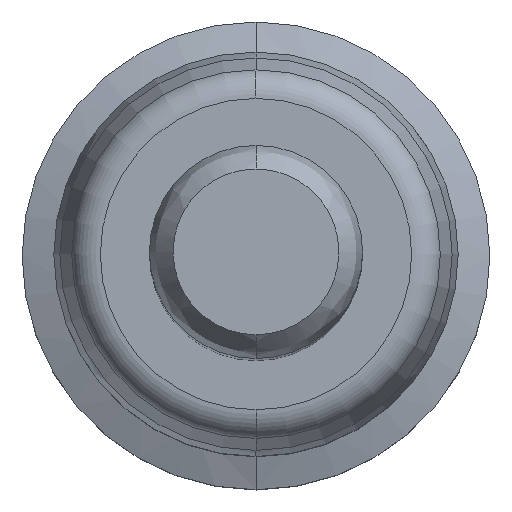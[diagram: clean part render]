
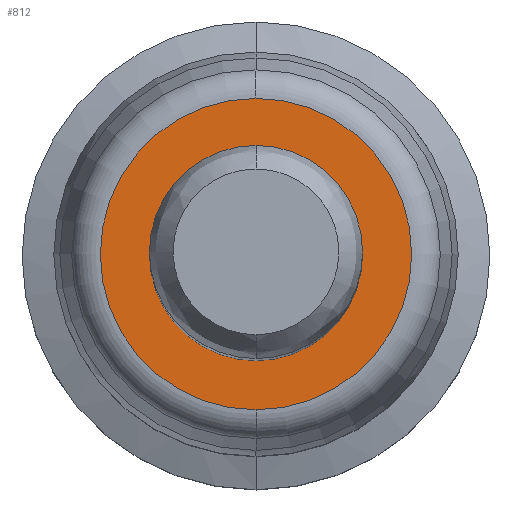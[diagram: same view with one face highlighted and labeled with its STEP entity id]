
A CAD part, top view. The second image highlights one B-rep face of the part: STEP entity #812.
In plain terms, the highlighted planar face has unit normal (0, 0, 1).
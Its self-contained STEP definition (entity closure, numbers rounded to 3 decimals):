
#53=CARTESIAN_POINT('',(0.,0.,-21.1));
#54=DIRECTION('',(0.,0.,-1.));
#55=DIRECTION('',(0.,1.,0.));
#56=AXIS2_PLACEMENT_3D('',#53,#54,#55);
#66=CARTESIAN_POINT('',(0.,0.,-21.1));
#67=DIRECTION('',(0.,0.,1.));
#68=DIRECTION('',(0.,1.,0.));
#69=AXIS2_PLACEMENT_3D('',#66,#67,#68);
#76=CARTESIAN_POINT('',(0.,0.,-21.1));
#77=DIRECTION('',(0.,0.,-1.));
#78=DIRECTION('',(0.,-1.,0.));
#79=AXIS2_PLACEMENT_3D('',#76,#77,#78);
#99=CARTESIAN_POINT('',(0.,0.,-21.1));
#100=DIRECTION('',(0.,0.,-1.));
#101=DIRECTION('',(0.,1.,0.));
#102=AXIS2_PLACEMENT_3D('',#99,#100,#101);
#643=CARTESIAN_POINT('',(0.,1.8,-21.1));
#645=VERTEX_POINT('',#643);
#647=CARTESIAN_POINT('',(0.,-1.8,-21.1));
#649=VERTEX_POINT('',#647);
#663=CARTESIAN_POINT('',(0.,-2.629,-21.1));
#664=CARTESIAN_POINT('',(0.,2.629,-21.1));
#665=VERTEX_POINT('',#663);
#666=VERTEX_POINT('',#664);
#797=CARTESIAN_POINT('',(0.,0.,-21.1));
#798=DIRECTION('',(0.,0.,-1.));
#799=DIRECTION('',(0.,-1.,0.));
#800=AXIS2_PLACEMENT_3D('',#797,#798,#799);
#801=PLANE('',#800);
#803=ORIENTED_EDGE('',*,*,#802,.T.);
#805=ORIENTED_EDGE('',*,*,#804,.T.);
#806=EDGE_LOOP('',(#803,#805));
#807=FACE_OUTER_BOUND('',#806,.F.);
#808=ORIENTED_EDGE('',*,*,#776,.F.);
#809=ORIENTED_EDGE('',*,*,#792,.T.);
#810=EDGE_LOOP('',(#808,#809));
#811=FACE_BOUND('',#810,.F.);
#57=CIRCLE('',#56,1.8);
#70=CIRCLE('',#69,1.8);
#80=CIRCLE('',#79,2.629);
#103=CIRCLE('',#102,2.629);
#776=EDGE_CURVE('',#645,#649,#57,.T.);
#792=EDGE_CURVE('',#645,#649,#70,.T.);
#802=EDGE_CURVE('',#665,#666,#80,.T.);
#804=EDGE_CURVE('',#666,#665,#103,.T.);
#812=ADVANCED_FACE('',(#807,#811),#801,.F.);
